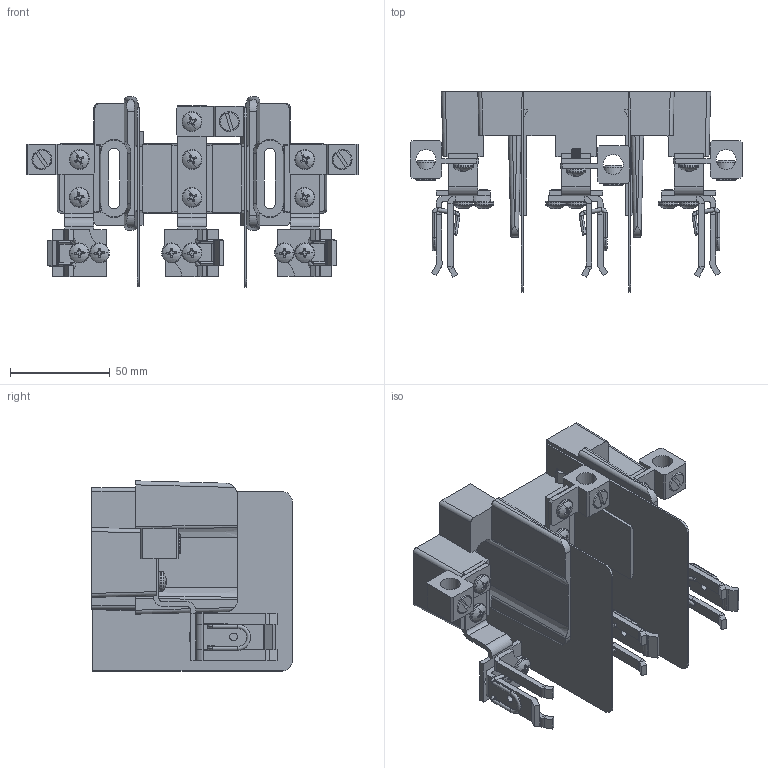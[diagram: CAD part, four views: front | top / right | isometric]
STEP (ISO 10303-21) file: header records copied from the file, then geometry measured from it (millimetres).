
FILE_DESCRIPTION (( 'STEP AP214' ), '1' );
FILE_NAME ('FUSEBLOCK210.STEP', '2021-11-23T13:48:29', ( '' ), ( '' ), 'SwSTEP 2.0', 'SolidWorks 2021', '' );
FILE_SCHEMA (( 'AUTOMOTIVE_DESIGN' ));
Length unit declared in the file: millimetre
Products named in the file (12): 101669-001_100 Amp Load side dividers; 101512-011_Pan Head Phillips Screw M5 x 10mm_92005A318; 101589-001_Fuse to Wire Jumper; 101654-001_100 Amp Clip Spring; 101652-001_Fuse Clip 100Amp; M10 x 1.25 set screw; FUSEBLOCK210; 101655-001_100Amp Fuse Clip ASSY; 101512-009_Pan Head Phillips Screw M5 x 6mm_92005A318; 101653-001_Fuse Holder 100Amp; 101591-001_Wire Terminal; 101588-002_Fuse Block Load Side
Assembly tree (31 placements, depth 3):
  FUSEBLOCK210
    101588-002_Fuse Block Load Side
    101655-001_100Amp Fuse Clip ASSY  x3
      101653-001_Fuse Holder 100Amp
      101654-001_100 Amp Clip Spring
    101652-001_Fuse Clip 100Amp  x3
    101512-009_Pan Head Phillips Screw M5 x 6mm_92005A318  x6
    101591-001_Wire Terminal  x3
    101512-011_Pan Head Phillips Screw M5 x 10mm_92005A318  x7
    101589-001_Fuse to Wire Jumper
    101669-001_100 Amp Load side dividers  x2
    M10 x 1.25 set screw  x3
Bounding box: 166.5 x 100.5 x 95.42 mm (x, y, z)
Volume: 169399.9 mm3; surface area: 127305.4 mm2
Topology: 32 solids, 32 shells, 1970 faces, 5430 edges, 3554 vertices
Faces by surface type: cylinder 917, plane 758, cone 135, torus 79, bspline 55, sphere 26
Entity records: 23339 total; most frequent: CARTESIAN_POINT 7080, ORIENTED_EDGE 3462, DIRECTION 3053, EDGE_CURVE 1731, VERTEX_POINT 1135, LINE 1073, VECTOR 1073, AXIS2_PLACEMENT_3D 990
